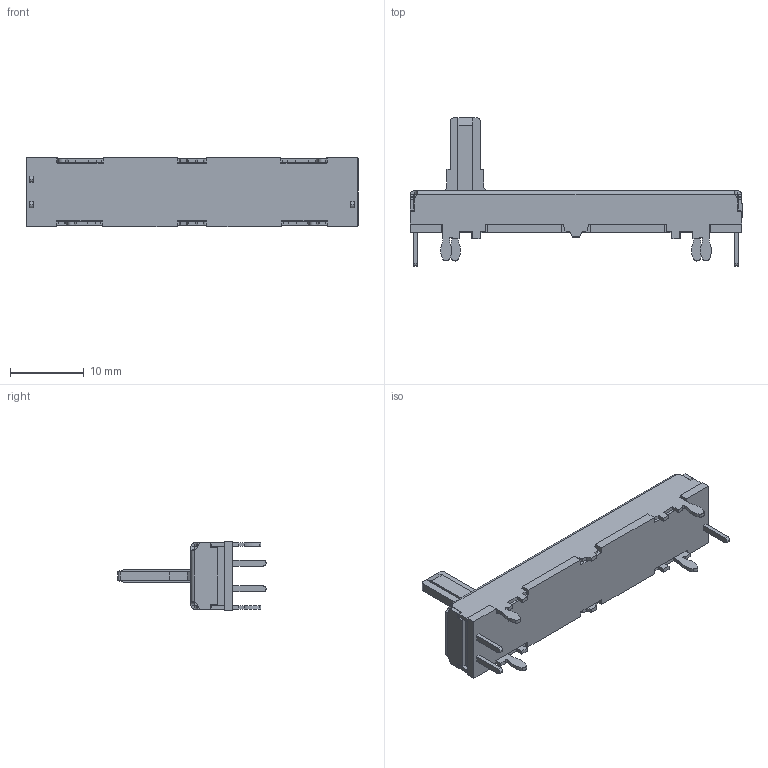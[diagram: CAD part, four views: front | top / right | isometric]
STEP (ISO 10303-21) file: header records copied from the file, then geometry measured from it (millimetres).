
FILE_DESCRIPTION (( 'STEP AP214' ), '1' );
FILE_NAME ('PTA3043-2010CPB103.STEP', '2025-04-30T06:48:31', ( 'LENOVO' ), ( '' ), 'SwSTEP 2.0', 'SolidWorks 2021', '' );
FILE_SCHEMA (( 'AUTOMOTIVE_DESIGN' ));
Length unit declared in the file: millimetre
Products named in the file (1): PTA3043-2010CPB103
Bounding box: 45 x 20.1 x 9.4 mm (x, y, z)
Volume: 2300.4 mm3; surface area: 3837.2 mm2
Topology: 6 solids, 6 shells, 280 faces, 757 edges, 492 vertices
Faces by surface type: plane 184, cylinder 78, bspline 14, cone 4
Entity records: 10044 total; most frequent: CARTESIAN_POINT 2976, ORIENTED_EDGE 1514, DIRECTION 1365, EDGE_CURVE 757, VECTOR 559, LINE 559, VERTEX_POINT 492, AXIS2_PLACEMENT_3D 403
